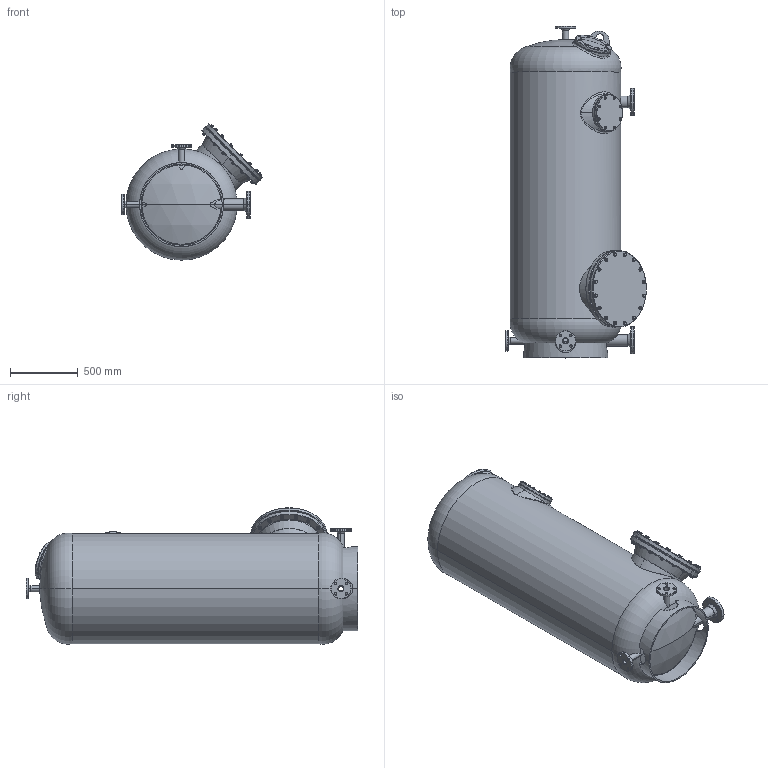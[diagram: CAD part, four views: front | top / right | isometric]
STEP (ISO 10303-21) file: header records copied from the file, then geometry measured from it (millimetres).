
FILE_DESCRIPTION (( 'STEP AP214' ), '1' );
FILE_NAME ('mediterran80c.STEP', '2020-11-03T12:44:08', ( '' ), ( '' ), 'SwSTEP 2.0', 'SolidWorks 2019', '' );
FILE_SCHEMA (( 'AUTOMOTIVE_DESIGN' ));
Length unit declared in the file: millimetre
Products named in the file (1): mediterran80c
Bounding box: 1038.15 x 2450.51 x 1006.09 mm (x, y, z)
Surface area: 16708293.6 mm2 (no closed solid volume)
Topology: 0 solids, 129 shells, 2206 faces, 5071 edges, 3130 vertices
Faces by surface type: plane 725, cylinder 691, cone 625, torus 133, sphere 16, bspline 16
Entity records: 111386 total; most frequent: CARTESIAN_POINT 36062, DIRECTION 10546, ORIENTED_EDGE 10022, EDGE_CURVE 5043, AXIS2_PLACEMENT_3D 4490, VERTEX_POINT 3130, EDGE_LOOP 2711, UNCERTAINTY_MEASURE_WITH_UNIT 2321
